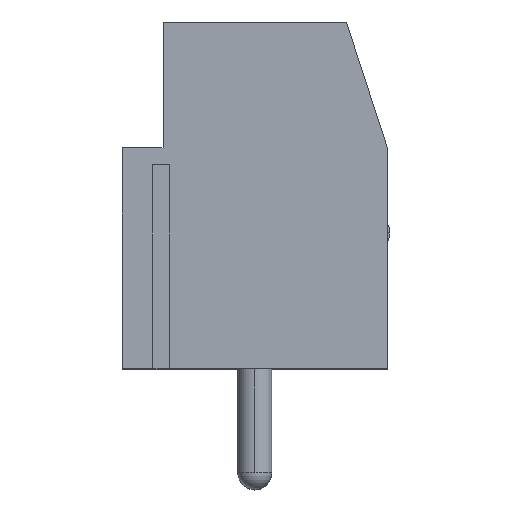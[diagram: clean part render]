
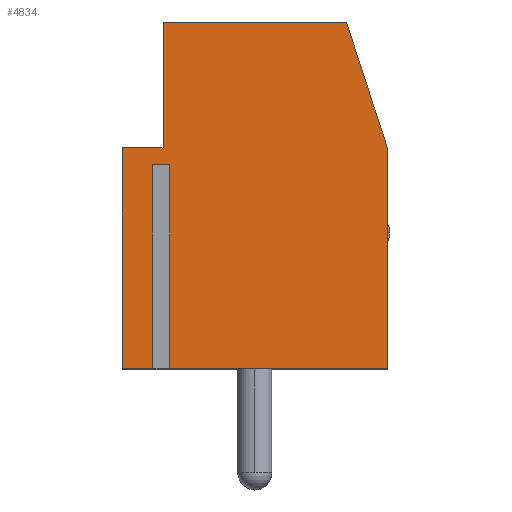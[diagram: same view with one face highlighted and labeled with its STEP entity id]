
A CAD part, top view. The second image highlights one B-rep face of the part: STEP entity #4834.
In plain terms, the highlighted planar face has unit normal (0, 0, 1).
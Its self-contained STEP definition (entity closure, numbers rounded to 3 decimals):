
#2 = DIRECTION ( 'NONE',  ( -1., 0., 0. ) ) ;
#68 = VECTOR ( 'NONE', #3016, 1000. ) ;
#83 = ORIENTED_EDGE ( 'NONE', *, *, #99, .T. ) ;
#99 = EDGE_CURVE ( 'NONE', #1411, #908, #4736, .T. ) ;
#113 = DIRECTION ( 'NONE',  ( 1., 0., 0. ) ) ;
#183 = EDGE_CURVE ( 'NONE', #4458, #4378, #427, .T. ) ;
#191 = DIRECTION ( 'NONE',  ( -1., 0., 0. ) ) ;
#286 = VECTOR ( 'NONE', #5503, 1000. ) ;
#427 = LINE ( 'NONE', #662, #286 ) ;
#428 = VERTEX_POINT ( 'NONE', #4971 ) ;
#488 = LINE ( 'NONE', #2036, #68 ) ;
#494 = EDGE_CURVE ( 'NONE', #3779, #428, #954, .T. ) ;
#522 = CARTESIAN_POINT ( 'NONE',  ( -2.61, -5.1, 0. ) ) ;
#566 = CARTESIAN_POINT ( 'NONE',  ( 0., 5.1, 0. ) ) ;
#572 = ORIENTED_EDGE ( 'NONE', *, *, #494, .T. ) ;
#653 = DIRECTION ( 'NONE',  ( 0., 1., 0. ) ) ;
#654 = VECTOR ( 'NONE', #2, 1000. ) ;
#662 = CARTESIAN_POINT ( 'NONE',  ( 0., -5.1, 0. ) ) ;
#702 = ORIENTED_EDGE ( 'NONE', *, *, #4498, .F. ) ;
#757 = CARTESIAN_POINT ( 'NONE',  ( 3.9, 0., 0. ) ) ;
#823 = ORIENTED_EDGE ( 'NONE', *, *, #3928, .T. ) ;
#862 = CARTESIAN_POINT ( 'NONE',  ( 0., 0., 0. ) ) ;
#880 = DIRECTION ( 'NONE',  ( 0., 0., 1. ) ) ;
#908 = VERTEX_POINT ( 'NONE', #1569 ) ;
#951 = VECTOR ( 'NONE', #191, 1000. ) ;
#954 = LINE ( 'NONE', #3533, #5509 ) ;
#958 = VERTEX_POINT ( 'NONE', #3546 ) ;
#971 = EDGE_CURVE ( 'NONE', #3668, #3779, #488, .T. ) ;
#1007 = CARTESIAN_POINT ( 'NONE',  ( -2.61, -9.1, 0. ) ) ;
#1052 = EDGE_CURVE ( 'NONE', #1143, #958, #1085, .T. ) ;
#1071 = VECTOR ( 'NONE', #3912, 1000. ) ;
#1075 = CARTESIAN_POINT ( 'NONE',  ( -3., 0.9, 0. ) ) ;
#1085 = LINE ( 'NONE', #1075, #951 ) ;
#1104 = LINE ( 'NONE', #3252, #2405 ) ;
#1143 = VERTEX_POINT ( 'NONE', #1295 ) ;
#1190 = CARTESIAN_POINT ( 'NONE',  ( 2.7, 5.1, 0. ) ) ;
#1255 = DIRECTION ( 'NONE',  ( 0., -1., 0. ) ) ;
#1285 = ORIENTED_EDGE ( 'NONE', *, *, #183, .T. ) ;
#1295 = CARTESIAN_POINT ( 'NONE',  ( -2.61, 0.9, 0. ) ) ;
#1296 = ORIENTED_EDGE ( 'NONE', *, *, #5620, .T. ) ;
#1411 = VERTEX_POINT ( 'NONE', #3789 ) ;
#1512 = EDGE_CURVE ( 'NONE', #4737, #4378, #3398, .T. ) ;
#1514 = LINE ( 'NONE', #566, #5460 ) ;
#1527 = VECTOR ( 'NONE', #4536, 1000. ) ;
#1569 = CARTESIAN_POINT ( 'NONE',  ( -2.7, 1.4, 0. ) ) ;
#1750 = CARTESIAN_POINT ( 'NONE',  ( 3.94, 1.278, 0. ) ) ;
#1774 = ORIENTED_EDGE ( 'NONE', *, *, #1052, .F. ) ;
#1924 = LINE ( 'NONE', #3057, #654 ) ;
#2036 = CARTESIAN_POINT ( 'NONE',  ( -3.9, 0., 0. ) ) ;
#2046 = LINE ( 'NONE', #1750, #3080 ) ;
#2108 = ORIENTED_EDGE ( 'NONE', *, *, #971, .T. ) ;
#2405 = VECTOR ( 'NONE', #653, 1000. ) ;
#2500 = CARTESIAN_POINT ( 'NONE',  ( -3.9, -5.1, 0. ) ) ;
#2604 = FACE_OUTER_BOUND ( 'NONE', #3717, .T. ) ;
#3016 = DIRECTION ( 'NONE',  ( 0., -1., 0. ) ) ;
#3057 = CARTESIAN_POINT ( 'NONE',  ( 0., 1.4, 0. ) ) ;
#3069 = ORIENTED_EDGE ( 'NONE', *, *, #4604, .T. ) ;
#3080 = VECTOR ( 'NONE', #5299, 1000. ) ;
#3200 = VERTEX_POINT ( 'NONE', #1190 ) ;
#3252 = CARTESIAN_POINT ( 'NONE',  ( -2.89, -9.1, 0. ) ) ;
#3326 = CARTESIAN_POINT ( 'NONE',  ( 3.9, 1.4, 0. ) ) ;
#3327 = CARTESIAN_POINT ( 'NONE',  ( -3.9, 1.4, 0. ) ) ;
#3398 = LINE ( 'NONE', #757, #4599 ) ;
#3474 = EDGE_CURVE ( 'NONE', #4458, #1143, #3589, .T. ) ;
#3533 = CARTESIAN_POINT ( 'NONE',  ( 0., -5.1, 0. ) ) ;
#3546 = CARTESIAN_POINT ( 'NONE',  ( -2.89, 0.9, 0. ) ) ;
#3589 = LINE ( 'NONE', #1007, #1527 ) ;
#3668 = VERTEX_POINT ( 'NONE', #3327 ) ;
#3702 = ORIENTED_EDGE ( 'NONE', *, *, #3474, .F. ) ;
#3717 = EDGE_LOOP ( 'NONE', ( #572, #3069, #1774, #3702, #1285, #4344, #1296, #702, #83, #823, #2108 ) ) ;
#3779 = VERTEX_POINT ( 'NONE', #2500 ) ;
#3789 = CARTESIAN_POINT ( 'NONE',  ( -2.7, 5.1, 0. ) ) ;
#3912 = DIRECTION ( 'NONE',  ( 0., -1., 0. ) ) ;
#3928 = EDGE_CURVE ( 'NONE', #908, #3668, #1924, .T. ) ;
#3962 = DIRECTION ( 'NONE',  ( 1., 0., 0. ) ) ;
#4017 = CARTESIAN_POINT ( 'NONE',  ( -2.7, 0., 0. ) ) ;
#4344 = ORIENTED_EDGE ( 'NONE', *, *, #1512, .F. ) ;
#4378 = VERTEX_POINT ( 'NONE', #4448 ) ;
#4425 = AXIS2_PLACEMENT_3D ( 'NONE', #862, #880, #3962 ) ;
#4448 = CARTESIAN_POINT ( 'NONE',  ( 3.9, -5.1, 0. ) ) ;
#4458 = VERTEX_POINT ( 'NONE', #522 ) ;
#4498 = EDGE_CURVE ( 'NONE', #1411, #3200, #1514, .T. ) ;
#4536 = DIRECTION ( 'NONE',  ( 0., 1., 0. ) ) ;
#4599 = VECTOR ( 'NONE', #1255, 1000. ) ;
#4604 = EDGE_CURVE ( 'NONE', #428, #958, #1104, .T. ) ;
#4636 = DIRECTION ( 'NONE',  ( 1., 0., 0. ) ) ;
#4736 = LINE ( 'NONE', #4017, #1071 ) ;
#4737 = VERTEX_POINT ( 'NONE', #3326 ) ;
#4834 = ADVANCED_FACE ( 'NONE', ( #2604 ), #4835, .T. ) ;
#4835 = PLANE ( 'NONE',  #4425 ) ;
#4971 = CARTESIAN_POINT ( 'NONE',  ( -2.89, -5.1, 0. ) ) ;
#5299 = DIRECTION ( 'NONE',  ( -0.309, 0.951, 0. ) ) ;
#5460 = VECTOR ( 'NONE', #113, 1000. ) ;
#5503 = DIRECTION ( 'NONE',  ( 1., 0., 0. ) ) ;
#5509 = VECTOR ( 'NONE', #4636, 1000. ) ;
#5620 = EDGE_CURVE ( 'NONE', #4737, #3200, #2046, .T. ) ;
